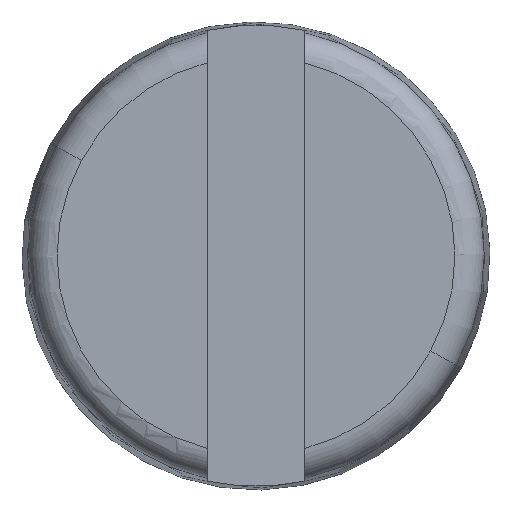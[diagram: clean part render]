
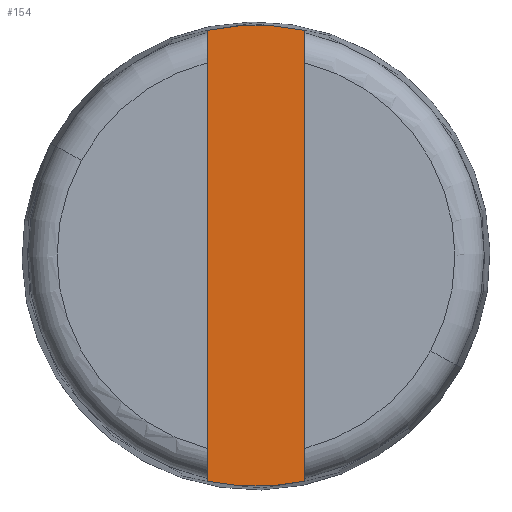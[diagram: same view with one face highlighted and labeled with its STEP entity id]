
A CAD part, top view. The second image highlights one B-rep face of the part: STEP entity #154.
In plain terms, the highlighted planar face has unit normal (0, 0, 1).
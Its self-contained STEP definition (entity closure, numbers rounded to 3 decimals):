
#127=AXIS2_PLACEMENT_3D('Plane Axis2P3D',#124,#125,#126) ;
#131=AXIS2_PLACEMENT_3D('Circle Axis2P3D',#129,#130,$) ;
#145=AXIS2_PLACEMENT_3D('Circle Axis2P3D',#143,#144,$) ;
#37=CARTESIAN_POINT('Line Origine',(1.9,2.4,6.)) ;
#41=CARTESIAN_POINT('Vertex',(1.9,4.712,6.)) ;
#43=CARTESIAN_POINT('Vertex',(1.9,0.088,6.)) ;
#124=CARTESIAN_POINT('Axis2P3D Location',(1.9,2.4,6.)) ;
#129=CARTESIAN_POINT('Axis2P3D Location',(2.4,2.4,6.)) ;
#133=CARTESIAN_POINT('Vertex',(2.9,0.088,6.)) ;
#136=CARTESIAN_POINT('Line Origine',(2.9,2.4,6.)) ;
#140=CARTESIAN_POINT('Vertex',(2.9,4.712,6.)) ;
#143=CARTESIAN_POINT('Axis2P3D Location',(2.4,2.4,6.)) ;
#38=DIRECTION('Vector Direction',(0.,-1.,0.)) ;
#125=DIRECTION('Axis2P3D Direction',(0.,0.,-1.)) ;
#126=DIRECTION('Axis2P3D XDirection',(1.,0.,0.)) ;
#130=DIRECTION('Axis2P3D Direction',(0.,0.,-1.)) ;
#137=DIRECTION('Vector Direction',(0.,-1.,0.)) ;
#144=DIRECTION('Axis2P3D Direction',(0.,0.,-1.)) ;
#39=VECTOR('Line Direction',#38,1.) ;
#138=VECTOR('Line Direction',#137,1.) ;
#149=ORIENTED_EDGE('',*,*,#45,.T.) ;
#150=ORIENTED_EDGE('',*,*,#135,.F.) ;
#151=ORIENTED_EDGE('',*,*,#142,.F.) ;
#152=ORIENTED_EDGE('',*,*,#147,.F.) ;
#154=ADVANCED_FACE('K\X2\00F6\X0\rper.2 ( *SOL1 - wsp *MASTER -  )',(#153),#128,.F.) ;
#132=CIRCLE('generated circle',#131,2.365) ;
#146=CIRCLE('generated circle',#145,2.365) ;
#45=EDGE_CURVE('',#42,#44,#40,.T.) ;
#135=EDGE_CURVE('',#134,#44,#132,.T.) ;
#142=EDGE_CURVE('',#141,#134,#139,.T.) ;
#147=EDGE_CURVE('',#42,#141,#146,.T.) ;
#148=EDGE_LOOP('',(#149,#150,#151,#152)) ;
#153=FACE_OUTER_BOUND('',#148,.T.) ;
#40=LINE('Line',#37,#39) ;
#139=LINE('Line',#136,#138) ;
#128=PLANE('',#127) ;
#42=VERTEX_POINT('',#41) ;
#44=VERTEX_POINT('',#43) ;
#134=VERTEX_POINT('',#133) ;
#141=VERTEX_POINT('',#140) ;
